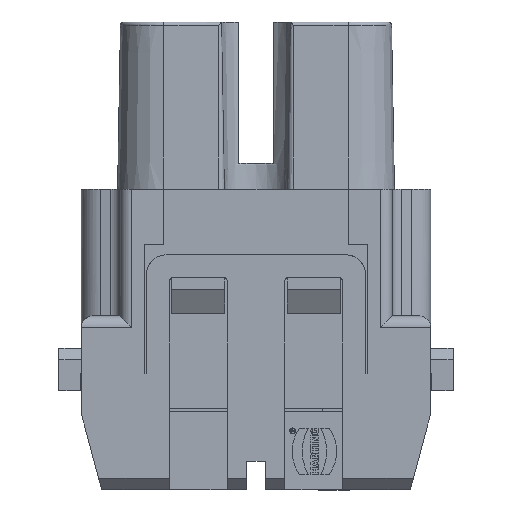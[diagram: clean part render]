
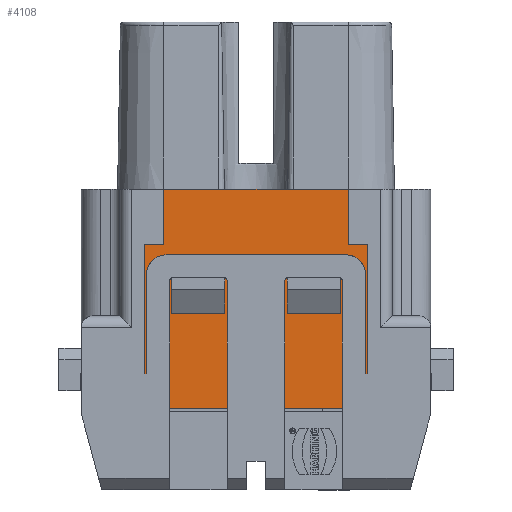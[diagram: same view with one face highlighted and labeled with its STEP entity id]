
A CAD part, left-side view. The second image highlights one B-rep face of the part: STEP entity #4108.
In plain terms, the highlighted planar face has unit normal (-1, 0, 0).
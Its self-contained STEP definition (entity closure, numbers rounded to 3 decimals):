
#4108=ADVANCED_FACE('',(#6687,#6688,#6689),#4589,.F.);
#4589=PLANE('',#13390);
#4960=LINE('',#16959,#5856);
#5002=LINE('',#17150,#5898);
#5006=LINE('',#17159,#5902);
#5011=LINE('',#17168,#5907);
#5012=LINE('',#17170,#5908);
#5014=LINE('',#17175,#5910);
#5018=LINE('',#17184,#5914);
#5023=LINE('',#17193,#5919);
#5024=LINE('',#17195,#5920);
#5032=LINE('',#17264,#5928);
#5035=LINE('',#17270,#5931);
#5090=LINE('',#17608,#5986);
#5093=LINE('',#17613,#5989);
#5099=LINE('',#17624,#5995);
#5101=LINE('',#17629,#5997);
#5104=LINE('',#17635,#6000);
#5164=LINE('',#17755,#6060);
#5194=LINE('',#17867,#6090);
#5196=LINE('',#17871,#6092);
#5197=LINE('',#17873,#6093);
#5856=VECTOR('',#14187,1.);
#5898=VECTOR('',#14271,1.);
#5902=VECTOR('',#14277,1.);
#5907=VECTOR('',#14286,1.);
#5908=VECTOR('',#14289,1.);
#5910=VECTOR('',#14293,1.);
#5914=VECTOR('',#14299,1.);
#5919=VECTOR('',#14308,1.);
#5920=VECTOR('',#14311,1.);
#5928=VECTOR('',#14331,1.);
#5931=VECTOR('',#14336,1.);
#5986=VECTOR('',#14547,1.);
#5989=VECTOR('',#14552,1.);
#5995=VECTOR('',#14562,1.);
#5997=VECTOR('',#14566,1.);
#6000=VECTOR('',#14571,1.);
#6060=VECTOR('',#14677,1.);
#6090=VECTOR('',#14749,1.);
#6092=VECTOR('',#14753,1.);
#6093=VECTOR('',#14754,1.);
#6687=FACE_BOUND('',#6925,.T.);
#6688=FACE_BOUND('',#6926,.T.);
#6689=FACE_BOUND('',#6927,.T.);
#6925=EDGE_LOOP('',(#8014,#8015,#8016,#8017));
#6926=EDGE_LOOP('',(#8018,#8019,#8020,#8021));
#6927=EDGE_LOOP('',(#8022,#8023,#8024,#8025,#8026,#8027,#8028,#8029,#8030,
#8031,#8032,#8033));
#8014=ORIENTED_EDGE('',*,*,#11197,.F.);
#8015=ORIENTED_EDGE('',*,*,#11201,.F.);
#8016=ORIENTED_EDGE('',*,*,#11206,.F.);
#8017=ORIENTED_EDGE('',*,*,#11207,.F.);
#8018=ORIENTED_EDGE('',*,*,#11209,.F.);
#8019=ORIENTED_EDGE('',*,*,#11213,.F.);
#8020=ORIENTED_EDGE('',*,*,#11218,.F.);
#8021=ORIENTED_EDGE('',*,*,#11219,.F.);
#8022=ORIENTED_EDGE('',*,*,#11450,.F.);
#8023=ORIENTED_EDGE('',*,*,#11232,.F.);
#8024=ORIENTED_EDGE('',*,*,#11235,.F.);
#8025=ORIENTED_EDGE('',*,*,#11145,.F.);
#8026=ORIENTED_EDGE('',*,*,#11339,.F.);
#8027=ORIENTED_EDGE('',*,*,#11336,.F.);
#8028=ORIENTED_EDGE('',*,*,#11345,.F.);
#8029=ORIENTED_EDGE('',*,*,#11410,.F.);
#8030=ORIENTED_EDGE('',*,*,#11350,.F.);
#8031=ORIENTED_EDGE('',*,*,#11347,.F.);
#8032=ORIENTED_EDGE('',*,*,#11452,.F.);
#8033=ORIENTED_EDGE('',*,*,#11453,.F.);
#10229=VERTEX_POINT('',#16958);
#10230=VERTEX_POINT('',#16960);
#10268=VERTEX_POINT('',#17148);
#10270=VERTEX_POINT('',#17151);
#10273=VERTEX_POINT('',#17158);
#10275=VERTEX_POINT('',#17167);
#10276=VERTEX_POINT('',#17173);
#10278=VERTEX_POINT('',#17176);
#10281=VERTEX_POINT('',#17183);
#10283=VERTEX_POINT('',#17192);
#10294=VERTEX_POINT('',#17263);
#10295=VERTEX_POINT('',#17265);
#10367=VERTEX_POINT('',#17607);
#10368=VERTEX_POINT('',#17609);
#10371=VERTEX_POINT('',#17623);
#10373=VERTEX_POINT('',#17628);
#10374=VERTEX_POINT('',#17630);
#10376=VERTEX_POINT('',#17636);
#10438=VERTEX_POINT('',#17868);
#10439=VERTEX_POINT('',#17872);
#11145=EDGE_CURVE('',#10229,#10230,#4960,.T.);
#11197=EDGE_CURVE('',#10268,#10270,#5002,.T.);
#11201=EDGE_CURVE('',#10273,#10268,#5006,.T.);
#11206=EDGE_CURVE('',#10275,#10273,#5011,.T.);
#11207=EDGE_CURVE('',#10270,#10275,#5012,.T.);
#11209=EDGE_CURVE('',#10276,#10278,#5014,.T.);
#11213=EDGE_CURVE('',#10281,#10276,#5018,.T.);
#11218=EDGE_CURVE('',#10283,#10281,#5023,.T.);
#11219=EDGE_CURVE('',#10278,#10283,#5024,.T.);
#11232=EDGE_CURVE('',#10294,#10295,#5032,.T.);
#11235=EDGE_CURVE('',#10230,#10294,#5035,.T.);
#11336=EDGE_CURVE('',#10367,#10368,#5090,.T.);
#11339=EDGE_CURVE('',#10368,#10229,#5093,.T.);
#11345=EDGE_CURVE('',#10371,#10367,#5099,.T.);
#11347=EDGE_CURVE('',#10373,#10374,#5101,.T.);
#11350=EDGE_CURVE('',#10374,#10376,#5104,.T.);
#11410=EDGE_CURVE('',#10376,#10371,#5164,.T.);
#11450=EDGE_CURVE('',#10295,#10438,#5194,.T.);
#11452=EDGE_CURVE('',#10439,#10373,#5196,.T.);
#11453=EDGE_CURVE('',#10438,#10439,#5197,.T.);
#13390=AXIS2_PLACEMENT_3D('',#17874,#14755,#14756);
#14187=DIRECTION('',(0.,-1.,0.));
#14271=DIRECTION('',(0.,0.,1.));
#14277=DIRECTION('',(0.,-1.,0.));
#14286=DIRECTION('',(0.,0.,-1.));
#14289=DIRECTION('',(0.,1.,0.));
#14293=DIRECTION('',(0.,0.,1.));
#14299=DIRECTION('',(0.,-1.,0.));
#14308=DIRECTION('',(0.,0.,-1.));
#14311=DIRECTION('',(0.,1.,0.));
#14331=DIRECTION('',(0.,-1.,0.));
#14336=DIRECTION('',(0.,0.,1.));
#14547=DIRECTION('',(0.,1.,0.));
#14552=DIRECTION('',(0.,0.,1.));
#14562=DIRECTION('',(0.,0.,-1.));
#14566=DIRECTION('',(0.,-1.,0.));
#14571=DIRECTION('',(0.,0.,-1.));
#14677=DIRECTION('',(0.,-1.,0.));
#14749=DIRECTION('',(0.,0.,1.));
#14753=DIRECTION('',(0.,0.,-1.));
#14754=DIRECTION('',(0.,-1.,0.));
#14755=DIRECTION('',(1.,0.,0.));
#14756=DIRECTION('',(0.,-1.,0.));
#16958=CARTESIAN_POINT('',(-6.1,13.45,-13.8));
#16959=CARTESIAN_POINT('',(-6.1,13.45,-13.8));
#16960=CARTESIAN_POINT('',(-6.1,9.65,-13.8));
#17148=CARTESIAN_POINT('',(-6.1,2.7,-8.578));
#17150=CARTESIAN_POINT('',(-6.1,2.7,-8.578));
#17151=CARTESIAN_POINT('',(-6.1,2.7,-5.5));
#17158=CARTESIAN_POINT('',(-6.1,7.3,-8.578));
#17159=CARTESIAN_POINT('',(-6.1,7.3,-8.578));
#17167=CARTESIAN_POINT('',(-6.1,7.3,-5.5));
#17168=CARTESIAN_POINT('',(-6.1,7.3,-5.5));
#17170=CARTESIAN_POINT('',(-6.1,2.7,-5.5));
#17173=CARTESIAN_POINT('',(-6.1,-7.3,-8.578));
#17175=CARTESIAN_POINT('',(-6.1,-7.3,-8.578));
#17176=CARTESIAN_POINT('',(-6.1,-7.3,-5.5));
#17183=CARTESIAN_POINT('',(-6.1,-2.7,-8.578));
#17184=CARTESIAN_POINT('',(-6.1,-2.7,-8.578));
#17192=CARTESIAN_POINT('',(-6.1,-2.7,-5.5));
#17193=CARTESIAN_POINT('',(-6.1,-2.7,-5.5));
#17195=CARTESIAN_POINT('',(-6.1,-7.3,-5.5));
#17263=CARTESIAN_POINT('',(-6.1,9.65,-2.6));
#17264=CARTESIAN_POINT('',(-6.1,9.65,-2.6));
#17265=CARTESIAN_POINT('',(-6.1,8.,-2.6));
#17270=CARTESIAN_POINT('',(-6.1,9.65,-13.8));
#17607=CARTESIAN_POINT('',(-6.1,-13.45,-16.8));
#17608=CARTESIAN_POINT('',(-6.1,-13.45,-16.8));
#17609=CARTESIAN_POINT('',(-6.1,13.45,-16.8));
#17613=CARTESIAN_POINT('',(-6.1,13.45,-16.8));
#17623=CARTESIAN_POINT('',(-6.1,-13.45,-13.8));
#17624=CARTESIAN_POINT('',(-6.1,-13.45,-13.8));
#17628=CARTESIAN_POINT('',(-6.1,-8.,-2.6));
#17629=CARTESIAN_POINT('',(-6.1,-8.,-2.6));
#17630=CARTESIAN_POINT('',(-6.1,-9.65,-2.6));
#17635=CARTESIAN_POINT('',(-6.1,-9.65,-2.6));
#17636=CARTESIAN_POINT('',(-6.1,-9.65,-13.8));
#17755=CARTESIAN_POINT('',(-6.1,-9.65,-13.8));
#17867=CARTESIAN_POINT('',(-6.1,8.,-2.6));
#17868=CARTESIAN_POINT('',(-6.1,8.,2.2));
#17871=CARTESIAN_POINT('',(-6.1,-8.,2.2));
#17872=CARTESIAN_POINT('',(-6.1,-8.,2.2));
#17873=CARTESIAN_POINT('',(-6.1,8.,2.2));
#17874=CARTESIAN_POINT('',(-6.1,13.55,3.212));
